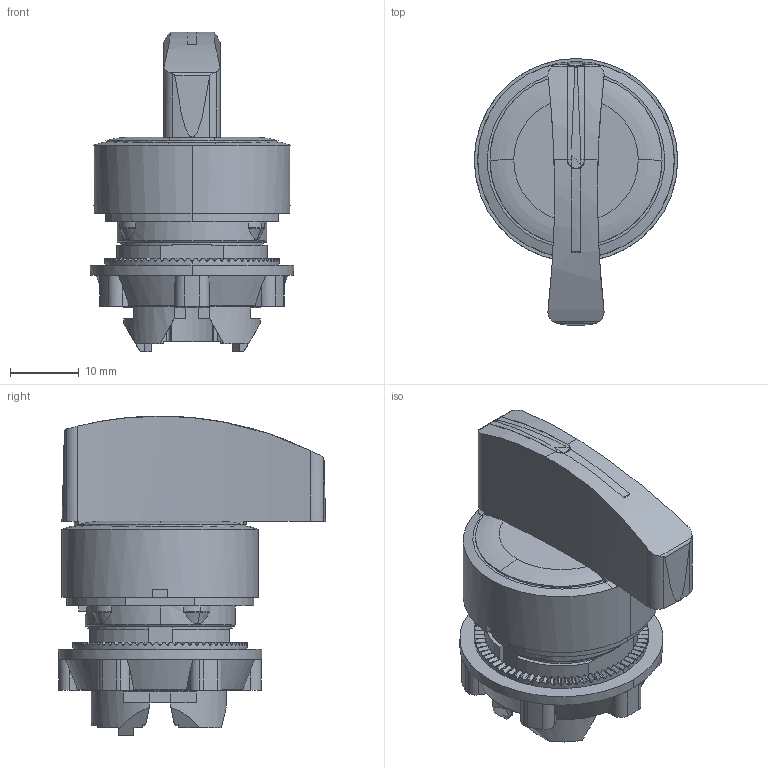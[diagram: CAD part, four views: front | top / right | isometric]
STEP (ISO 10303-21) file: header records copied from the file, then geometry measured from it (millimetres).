
FILE_DESCRIPTION(('STEP AP242'),'1');
FILE_NAME('zb5aj3.stp','2019-06-03T00:04:47',('TraceParts'),('TraceParts S.A.'),'Spatial InterOp 3D',' ',' ');
FILE_SCHEMA(('AP242_MANAGED_MODEL_BASED_3D_ENGINEERING_MIM_LF {1 0 10303 442 1 1 4}'));
Length unit declared in the file: millimetre
Products named in the file (1): zb5aj3_1
Bounding box: 29.5 x 38.75 x 46.38 mm (x, y, z)
Volume: 17262.2 mm3; surface area: 7314.2 mm2
Topology: 2 solids, 2 shells, 722 faces, 2120 edges, 1404 vertices
Faces by surface type: plane 401, cylinder 270, cone 27, torus 22, sphere 2
Entity records: 26493 total; most frequent: CARTESIAN_POINT 7318, ORIENTED_EDGE 4228, DIRECTION 3974, EDGE_CURVE 2114, AXIS2_PLACEMENT_3D 1551, VERTEX_POINT 1404, LINE 872, VECTOR 872
